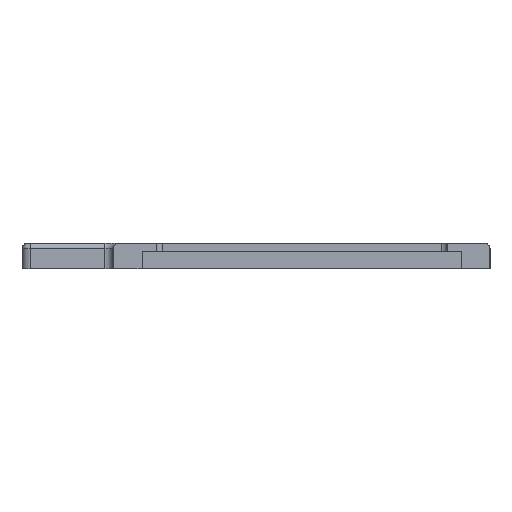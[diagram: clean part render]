
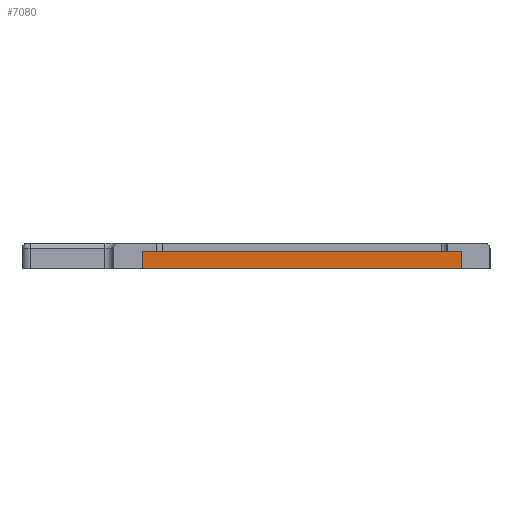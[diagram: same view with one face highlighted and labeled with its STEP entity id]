
A CAD part, left-side view. The second image highlights one B-rep face of the part: STEP entity #7080.
In plain terms, the highlighted planar face has unit normal (-1, 0, 0).
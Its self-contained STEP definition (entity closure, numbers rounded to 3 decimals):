
#615=LINE('',#15119,#1197);
#629=LINE('',#15165,#1211);
#638=LINE('',#15191,#1220);
#642=LINE('',#15198,#1224);
#645=LINE('',#15207,#1227);
#648=LINE('',#15215,#1230);
#649=LINE('',#15218,#1231);
#650=LINE('',#15219,#1232);
#1197=VECTOR('',#8172,10.);
#1211=VECTOR('',#8206,10.);
#1220=VECTOR('',#8231,10.);
#1224=VECTOR('',#8237,10.);
#1227=VECTOR('',#8246,10.);
#1230=VECTOR('',#8253,10.);
#1231=VECTOR('',#8256,10.);
#1232=VECTOR('',#8257,10.);
#2216=FACE_OUTER_BOUND('',#2632,.T.);
#2632=EDGE_LOOP('',(#6412,#6413,#6414,#6415,#6416,#6417,#6418,#6419,#6420,
#6421));
#2703=CIRCLE('',#7305,1.);
#2704=CIRCLE('',#7306,1.);
#3363=VERTEX_POINT('',#15115);
#3365=VERTEX_POINT('',#15118);
#3382=VERTEX_POINT('',#15153);
#3387=VERTEX_POINT('',#15163);
#3396=VERTEX_POINT('',#15190);
#3398=VERTEX_POINT('',#15196);
#3401=VERTEX_POINT('',#15206);
#3403=VERTEX_POINT('',#15212);
#3404=VERTEX_POINT('',#15214);
#3405=VERTEX_POINT('',#15217);
#4373=EDGE_CURVE('',#3365,#3363,#615,.T.);
#4396=EDGE_CURVE('',#3382,#3387,#629,.T.);
#4409=EDGE_CURVE('',#3365,#3396,#638,.T.);
#4413=EDGE_CURVE('',#3363,#3398,#642,.T.);
#4417=EDGE_CURVE('',#3401,#3382,#645,.T.);
#4420=EDGE_CURVE('',#3403,#3398,#2703,.T.);
#4421=EDGE_CURVE('',#3403,#3404,#648,.T.);
#4422=EDGE_CURVE('',#3401,#3404,#2704,.T.);
#4423=EDGE_CURVE('',#3387,#3405,#649,.T.);
#4424=EDGE_CURVE('',#3405,#3396,#650,.T.);
#6412=ORIENTED_EDGE('',*,*,#4373,.T.);
#6413=ORIENTED_EDGE('',*,*,#4413,.T.);
#6414=ORIENTED_EDGE('',*,*,#4420,.F.);
#6415=ORIENTED_EDGE('',*,*,#4421,.T.);
#6416=ORIENTED_EDGE('',*,*,#4422,.F.);
#6417=ORIENTED_EDGE('',*,*,#4417,.T.);
#6418=ORIENTED_EDGE('',*,*,#4396,.T.);
#6419=ORIENTED_EDGE('',*,*,#4423,.T.);
#6420=ORIENTED_EDGE('',*,*,#4424,.T.);
#6421=ORIENTED_EDGE('',*,*,#4409,.F.);
#6718=PLANE('',#7304);
#7080=ADVANCED_FACE('',(#2216),#6718,.T.);
#7304=AXIS2_PLACEMENT_3D('',#15211,#8249,#8250);
#7305=AXIS2_PLACEMENT_3D('',#15213,#8251,#8252);
#7306=AXIS2_PLACEMENT_3D('',#15216,#8254,#8255);
#8172=DIRECTION('',(0.,-1.,0.));
#8206=DIRECTION('',(0.,-1.,0.));
#8231=DIRECTION('',(0.,0.,1.));
#8237=DIRECTION('',(0.,0.,1.));
#8246=DIRECTION('',(0.,0.,-1.));
#8249=DIRECTION('center_axis',(-1.,0.,0.));
#8250=DIRECTION('ref_axis',(0.,-1.,0.));
#8251=DIRECTION('center_axis',(-1.,0.,0.));
#8252=DIRECTION('ref_axis',(0.,0.707,0.707));
#8253=DIRECTION('',(0.,-1.,0.));
#8254=DIRECTION('center_axis',(-1.,0.,0.));
#8255=DIRECTION('ref_axis',(0.,-0.707,0.707));
#8256=DIRECTION('',(0.,0.,1.));
#8257=DIRECTION('',(0.,1.,0.));
#15115=CARTESIAN_POINT('',(58.531,-8.624,3.));
#15118=CARTESIAN_POINT('',(58.531,6.205,3.));
#15119=CARTESIAN_POINT('',(58.531,-29.669,3.));
#15153=CARTESIAN_POINT('',(58.531,-20.124,3.));
#15163=CARTESIAN_POINT('',(58.531,-137.288,3.));
#15165=CARTESIAN_POINT('',(58.531,-29.669,3.));
#15190=CARTESIAN_POINT('',(58.531,6.205,9.));
#15191=CARTESIAN_POINT('',(58.531,6.205,0.));
#15196=CARTESIAN_POINT('',(58.531,-8.624,4.));
#15198=CARTESIAN_POINT('',(58.531,-8.624,2.5));
#15206=CARTESIAN_POINT('',(58.531,-20.124,4.));
#15207=CARTESIAN_POINT('',(58.531,-20.124,0.));
#15211=CARTESIAN_POINT('Origin',(58.531,6.205,0.));
#15212=CARTESIAN_POINT('',(58.531,-9.624,5.));
#15213=CARTESIAN_POINT('Origin',(58.531,-9.624,4.));
#15214=CARTESIAN_POINT('',(58.531,-19.124,5.));
#15215=CARTESIAN_POINT('',(58.531,-6.96,5.));
#15216=CARTESIAN_POINT('Origin',(58.531,-19.124,4.));
#15217=CARTESIAN_POINT('',(58.531,-137.288,9.));
#15218=CARTESIAN_POINT('',(58.531,-137.288,0.));
#15219=CARTESIAN_POINT('',(58.531,-11.002,9.));
